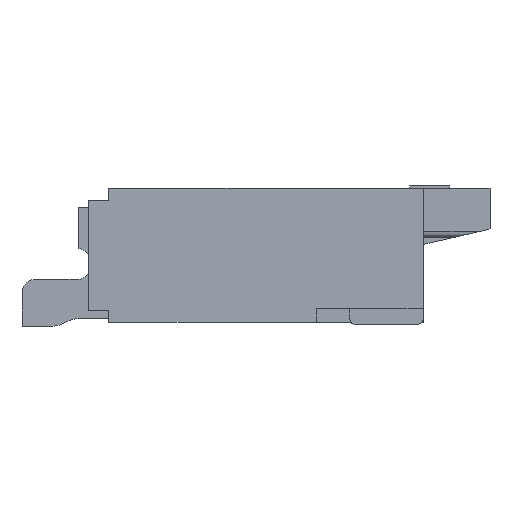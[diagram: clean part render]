
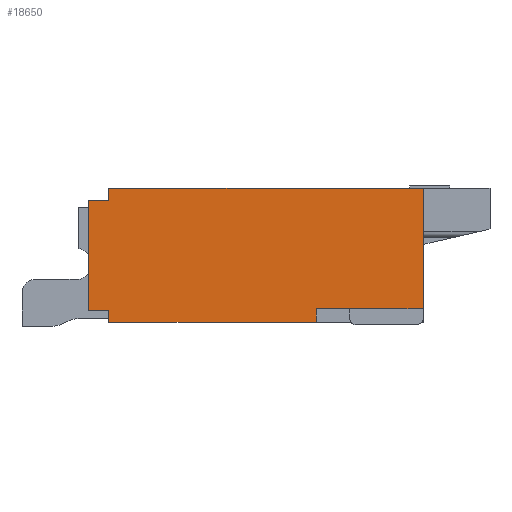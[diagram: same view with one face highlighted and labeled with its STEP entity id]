
A CAD part, left-side view. The second image highlights one B-rep face of the part: STEP entity #18650.
In plain terms, the highlighted planar face has unit normal (-1, 0, 0).
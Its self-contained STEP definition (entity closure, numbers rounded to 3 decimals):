
#3341=DIRECTION('',(0.,0.,1.));
#3342=VECTOR('',#3341,0.9);
#3343=CARTESIAN_POINT('',(-10.035,-2.5,-0.9));
#3344=LINE('',#3343,#3342);
#3345=DIRECTION('',(0.,-1.,0.));
#3346=VECTOR('',#3345,0.8);
#3347=CARTESIAN_POINT('',(-10.035,-1.7,-0.9));
#3348=LINE('',#3347,#3346);
#3349=DIRECTION('',(0.,0.,1.));
#3350=VECTOR('',#3349,0.1);
#3351=CARTESIAN_POINT('',(-10.035,-1.7,-1.));
#3352=LINE('',#3351,#3350);
#3353=DIRECTION('',(0.,-1.,0.));
#3354=VECTOR('',#3353,1.55);
#3355=CARTESIAN_POINT('',(-10.035,-0.15,-1.));
#3356=LINE('',#3355,#3354);
#3357=DIRECTION('',(0.,0.,-1.));
#3358=VECTOR('',#3357,0.09);
#3359=CARTESIAN_POINT('',(-10.035,-0.15,-0.91));
#3360=LINE('',#3359,#3358);
#3361=DIRECTION('',(0.,-1.,0.));
#3362=VECTOR('',#3361,0.15);
#3363=CARTESIAN_POINT('',(-10.035,0.,-0.91));
#3364=LINE('',#3363,#3362);
#3365=DIRECTION('',(0.,0.,-1.));
#3366=VECTOR('',#3365,0.82);
#3367=CARTESIAN_POINT('',(-10.035,0.,-0.09));
#3368=LINE('',#3367,#3366);
#3369=DIRECTION('',(0.,1.,0.));
#3370=VECTOR('',#3369,0.15);
#3371=CARTESIAN_POINT('',(-10.035,-0.15,-0.09));
#3372=LINE('',#3371,#3370);
#3373=DIRECTION('',(0.,0.,-1.));
#3374=VECTOR('',#3373,0.09);
#3375=CARTESIAN_POINT('',(-10.035,-0.15,0.));
#3376=LINE('',#3375,#3374);
#3377=DIRECTION('',(0.,1.,0.));
#3378=VECTOR('',#3377,2.35);
#3379=CARTESIAN_POINT('',(-10.035,-2.5,0.));
#3380=LINE('',#3379,#3378);
#10513=CARTESIAN_POINT('',(-10.035,-0.15,-1.));
#10514=CARTESIAN_POINT('',(-10.035,-1.7,-1.));
#10515=VERTEX_POINT('',#10513);
#10516=VERTEX_POINT('',#10514);
#10763=CARTESIAN_POINT('',(-10.035,-1.7,-0.9));
#10765=VERTEX_POINT('',#10763);
#10829=CARTESIAN_POINT('',(-10.035,-0.15,0.));
#10830=CARTESIAN_POINT('',(-10.035,-0.15,-0.09));
#10831=VERTEX_POINT('',#10829);
#10832=VERTEX_POINT('',#10830);
#11034=CARTESIAN_POINT('',(-10.035,0.,-0.91));
#11035=CARTESIAN_POINT('',(-10.035,-0.15,-0.91));
#11036=VERTEX_POINT('',#11034);
#11037=VERTEX_POINT('',#11035);
#11208=CARTESIAN_POINT('',(-10.035,-2.5,-0.9));
#11209=CARTESIAN_POINT('',(-10.035,-2.5,0.));
#11210=VERTEX_POINT('',#11208);
#11211=VERTEX_POINT('',#11209);
#11423=CARTESIAN_POINT('',(-10.035,0.,-0.09));
#11424=VERTEX_POINT('',#11423);
#18629=CARTESIAN_POINT('',(-10.035,0.,-1.02));
#18630=DIRECTION('',(1.,0.,0.));
#18631=DIRECTION('',(0.,1.,0.));
#18632=AXIS2_PLACEMENT_3D('',#18629,#18630,#18631);
#18633=PLANE('',#18632);
#18635=ORIENTED_EDGE('',*,*,#18634,.F.);
#18637=ORIENTED_EDGE('',*,*,#18636,.F.);
#18639=ORIENTED_EDGE('',*,*,#18638,.F.);
#18640=ORIENTED_EDGE('',*,*,#14659,.F.);
#18641=ORIENTED_EDGE('',*,*,#14640,.F.);
#18642=ORIENTED_EDGE('',*,*,#14336,.F.);
#18644=ORIENTED_EDGE('',*,*,#18643,.F.);
#18645=ORIENTED_EDGE('',*,*,#15347,.F.);
#18646=ORIENTED_EDGE('',*,*,#15304,.F.);
#18647=ORIENTED_EDGE('',*,*,#15289,.F.);
#18648=EDGE_LOOP('',(#18635,#18637,#18639,#18640,#18641,#18642,#18644,#18645,
#18646,#18647));
#18649=FACE_OUTER_BOUND('',#18648,.F.);
#18650=ADVANCED_FACE('',(#18649),#18633,.F.);
#14336=EDGE_CURVE('',#11036,#11037,#3364,.T.);
#14640=EDGE_CURVE('',#11037,#10515,#3360,.T.);
#14659=EDGE_CURVE('',#10515,#10516,#3356,.T.);
#15289=EDGE_CURVE('',#11211,#10831,#3380,.T.);
#15304=EDGE_CURVE('',#10831,#10832,#3376,.T.);
#15347=EDGE_CURVE('',#10832,#11424,#3372,.T.);
#18634=EDGE_CURVE('',#11210,#11211,#3344,.T.);
#18636=EDGE_CURVE('',#10765,#11210,#3348,.T.);
#18638=EDGE_CURVE('',#10516,#10765,#3352,.T.);
#18643=EDGE_CURVE('',#11424,#11036,#3368,.T.);
